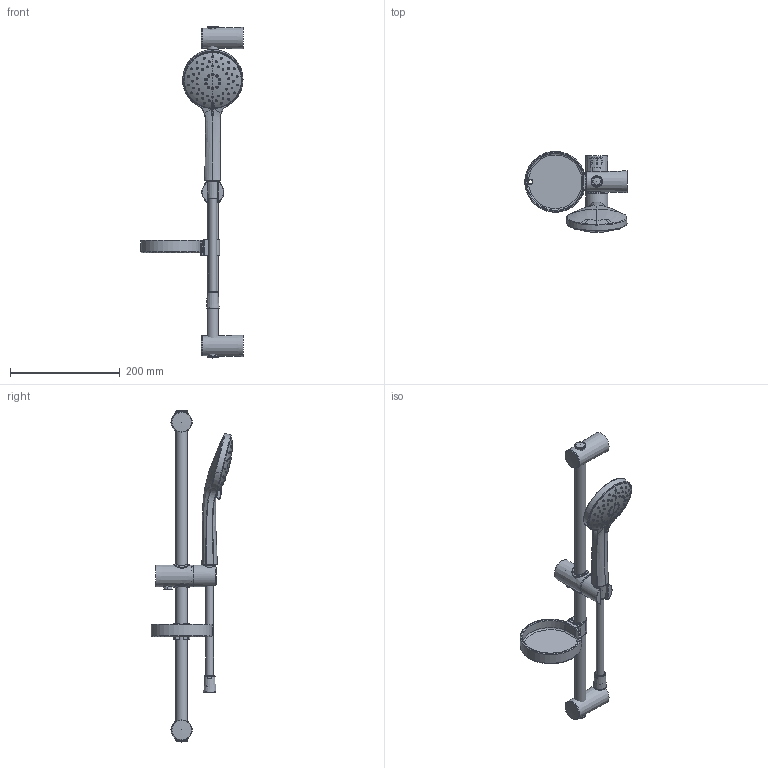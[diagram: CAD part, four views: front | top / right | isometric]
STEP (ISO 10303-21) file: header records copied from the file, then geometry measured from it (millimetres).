
FILE_DESCRIPTION(/* description */ (''),/* implementation_level */ '2;1');
FILE_NAME(/* name */ '3D_TVS000009000_Universal.step',/* time_stamp */ '2023-01-16T17:56:26+01:00',/* author */ (''),/* organization */ (''),/* preprocessor_version */ 'ST-DEVELOPER v19.2',/* originating_system */ 'Autodesk Translation Framework v11.17.0.187',/* authorisation */ '');
FILE_SCHEMA (('AUTOMOTIVE_DESIGN { 1 0 10303 214 3 1 1 }'));
Products named in the file (26): (Nicht gespeichert); M50520-068; M50020-032_ASM; M50020-014; M50020-017; M50020-015; M50020-030; M50020-028; M50520-011_AF0_ASM; M50520-011_AF1_ASM; M50520-011; M50520-012; M50020-029; M50020-042ZAOPAN; P80300_ASM_ASM; P80300_ASM_2_ASM; P80300-001_1; P80300-003_1; P80300-004_1; H21037_ASM_ASM; H21037_ASM_10_ASM; H21329-401_A_1; H21015-101_4; H21263-101_5; Komponente24; Komponente25
Assembly tree (27 placements, depth 4):
  (Nicht gespeichert)
    M50520-068
    M50020-032_ASM
      M50020-014
      M50020-017
      M50020-015
      M50020-030
      M50020-028
    M50520-011_AF0_ASM
      M50520-011
      M50520-012
    M50520-011_AF1_ASM
      M50520-011
      M50520-012
    M50020-029
    M50020-042ZAOPAN
    P80300_ASM_ASM
      P80300_ASM_2_ASM
        P80300-001_1
        P80300-003_1
        P80300-004_1
    H21037_ASM_ASM
      H21037_ASM_10_ASM
        H21329-401_A_1
        H21015-101_4
        H21263-101_5
    Komponente24
    Komponente25
Bounding box: 185.75 x 148.19 x 604 mm (x, y, z)
Volume: 604599.7 mm3; surface area: 284168 mm2
Topology: 18 solids, 24 shells, 1691 faces, 4311 edges, 2818 vertices
Faces by surface type: bspline 532, plane 427, cone 323, cylinder 264, torus 127, sphere 18
Full cylindrical faces by diameter (mm): 5.2 x6, 6 x1, 6.2 x6, 7.6 x1, 9 x1, 10 x1, 11 x1, 11.5 x1, 14 x1, 15.2 x2, 16.1 x2, 16.2 x1, 17.4 x1, 17.5 x1, 19.6 x1, 20.5 x2, 20.6 x1, 21 x3, 22.8 x1, 22.9 x1, 28 x2, 29.6 x2, 34.6 x1, 35 x2, 36.2 x2, 38.2 x1, 40 x1, 95.8 x2, 96.8 x2, 98.6 x1
Entity records: 162862 total; most frequent: CARTESIAN_POINT 126214, ORIENTED_EDGE 8111, DIRECTION 6460, EDGE_CURVE 4127, VERTEX_POINT 2700, AXIS2_PLACEMENT_3D 2639, EDGE_LOOP 1984, FACE_OUTER_BOUND 1622
